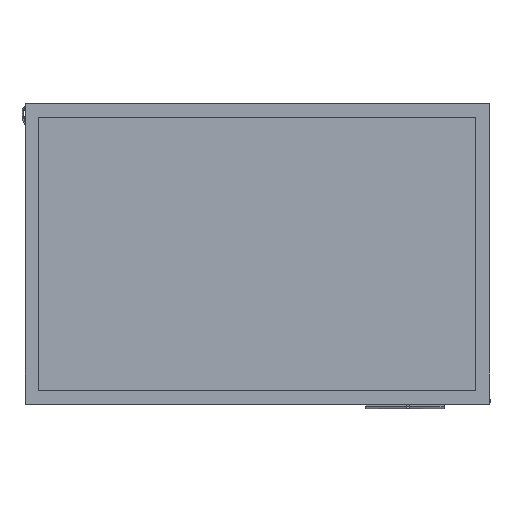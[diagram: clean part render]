
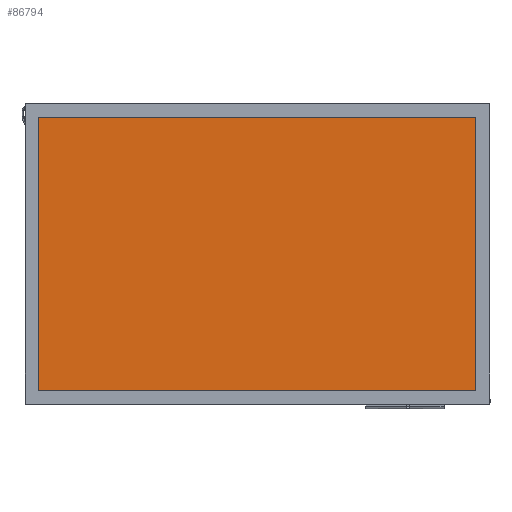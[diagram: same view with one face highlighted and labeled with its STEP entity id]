
A CAD part, top view. The second image highlights one B-rep face of the part: STEP entity #86794.
In plain terms, the highlighted planar face has unit normal (0, 0, 1).
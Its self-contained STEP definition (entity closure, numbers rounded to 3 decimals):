
#6210=FACE_OUTER_BOUND('',#10888,.T.);
#10888=EDGE_LOOP('',(#57390,#57391,#57392,#57393));
#15695=LINE('',#124878,#25506);
#15699=LINE('',#124885,#25510);
#15702=LINE('',#124891,#25513);
#15704=LINE('',#124894,#25515);
#25506=VECTOR('',#99575,10.);
#25510=VECTOR('',#99581,10.);
#25513=VECTOR('',#99586,10.);
#25515=VECTOR('',#99590,10.);
#35305=VERTEX_POINT('',#124875);
#35306=VERTEX_POINT('',#124877);
#35308=VERTEX_POINT('',#124883);
#35310=VERTEX_POINT('',#124889);
#44010=EDGE_CURVE('',#35305,#35306,#15695,.T.);
#44014=EDGE_CURVE('',#35308,#35305,#15699,.T.);
#44017=EDGE_CURVE('',#35310,#35308,#15702,.T.);
#44019=EDGE_CURVE('',#35306,#35310,#15704,.T.);
#57390=ORIENTED_EDGE('',*,*,#44010,.F.);
#57391=ORIENTED_EDGE('',*,*,#44014,.F.);
#57392=ORIENTED_EDGE('',*,*,#44017,.F.);
#57393=ORIENTED_EDGE('',*,*,#44019,.F.);
#83856=PLANE('',#91725);
#86794=ADVANCED_FACE('',(#6210),#83856,.T.);
#91725=AXIS2_PLACEMENT_3D('',#124895,#99591,#99592);
#99575=DIRECTION('',(0.,1.,0.));
#99581=DIRECTION('',(-1.,0.,0.));
#99586=DIRECTION('',(0.,-1.,0.));
#99590=DIRECTION('',(1.,0.,0.));
#99591=DIRECTION('center_axis',(0.,0.,1.));
#99592=DIRECTION('ref_axis',(1.,0.,0.));
#124875=CARTESIAN_POINT('',(10.794,11.059,1.8));
#124877=CARTESIAN_POINT('',(10.794,173.659,1.8));
#124878=CARTESIAN_POINT('',(10.794,11.059,1.8));
#124883=CARTESIAN_POINT('',(271.314,11.059,1.8));
#124885=CARTESIAN_POINT('',(271.314,11.059,1.8));
#124889=CARTESIAN_POINT('',(271.314,173.659,1.8));
#124891=CARTESIAN_POINT('',(271.314,173.659,1.8));
#124894=CARTESIAN_POINT('',(10.794,173.659,1.8));
#124895=CARTESIAN_POINT('Origin',(141.054,92.359,1.8));
